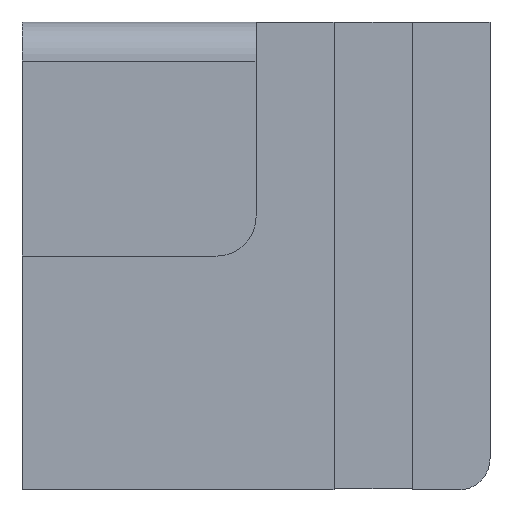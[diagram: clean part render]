
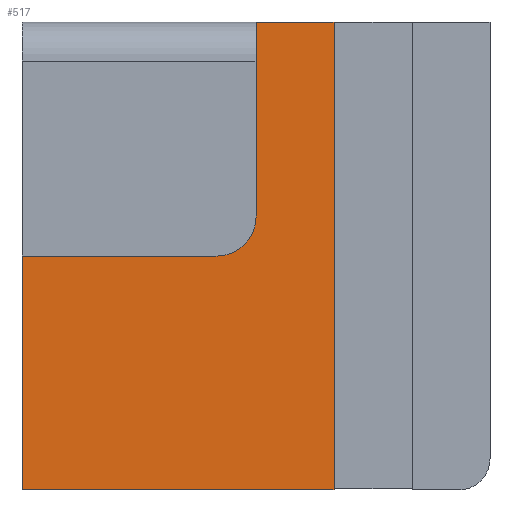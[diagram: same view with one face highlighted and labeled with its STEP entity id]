
A CAD part, front view. The second image highlights one B-rep face of the part: STEP entity #517.
In plain terms, the highlighted planar face has unit normal (0, -1, 0).
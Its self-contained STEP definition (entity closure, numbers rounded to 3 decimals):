
#53=PLANE('',#578);
#72=FACE_OUTER_BOUND('',#101,.T.);
#101=EDGE_LOOP('',(#419,#420,#421,#422,#423,#424,#425));
#132=LINE('',#792,#183);
#139=LINE('',#812,#190);
#148=LINE('',#834,#199);
#152=LINE('',#844,#203);
#153=LINE('',#847,#204);
#154=LINE('',#848,#205);
#183=VECTOR('',#642,10.);
#190=VECTOR('',#657,10.);
#199=VECTOR('',#676,10.);
#203=VECTOR('',#684,10.);
#204=VECTOR('',#687,10.);
#205=VECTOR('',#688,10.);
#226=CIRCLE('',#579,5.);
#248=VERTEX_POINT('',#789);
#249=VERTEX_POINT('',#791);
#253=VERTEX_POINT('',#801);
#258=VERTEX_POINT('',#810);
#266=VERTEX_POINT('',#832);
#270=VERTEX_POINT('',#843);
#271=VERTEX_POINT('',#845);
#300=EDGE_CURVE('',#248,#249,#132,.T.);
#310=EDGE_CURVE('',#258,#253,#139,.T.);
#321=EDGE_CURVE('',#266,#258,#148,.T.);
#326=EDGE_CURVE('',#270,#266,#152,.T.);
#327=EDGE_CURVE('',#271,#270,#226,.T.);
#328=EDGE_CURVE('',#249,#271,#153,.T.);
#329=EDGE_CURVE('',#253,#248,#154,.T.);
#419=ORIENTED_EDGE('',*,*,#310,.F.);
#420=ORIENTED_EDGE('',*,*,#321,.F.);
#421=ORIENTED_EDGE('',*,*,#326,.F.);
#422=ORIENTED_EDGE('',*,*,#327,.F.);
#423=ORIENTED_EDGE('',*,*,#328,.F.);
#424=ORIENTED_EDGE('',*,*,#300,.F.);
#425=ORIENTED_EDGE('',*,*,#329,.F.);
#517=ADVANCED_FACE('',(#72),#53,.T.);
#578=AXIS2_PLACEMENT_3D('',#842,#682,#683);
#579=AXIS2_PLACEMENT_3D('',#846,#685,#686);
#642=DIRECTION('',(0.,0.,1.));
#657=DIRECTION('',(0.,0.,-1.));
#676=DIRECTION('',(1.,0.,0.));
#682=DIRECTION('center_axis',(0.,-1.,0.));
#683=DIRECTION('ref_axis',(0.,0.,1.));
#684=DIRECTION('',(0.,0.,1.));
#685=DIRECTION('center_axis',(0.,-1.,0.));
#686=DIRECTION('ref_axis',(-1.,0.,0.));
#687=DIRECTION('',(1.,0.,0.));
#688=DIRECTION('',(-1.,0.,0.));
#789=CARTESIAN_POINT('',(-30.,-55.,-30.));
#791=CARTESIAN_POINT('',(-30.,-55.,0.));
#792=CARTESIAN_POINT('',(-30.,-55.,30.));
#801=CARTESIAN_POINT('',(10.,-55.,-30.));
#810=CARTESIAN_POINT('',(10.,-55.,30.));
#812=CARTESIAN_POINT('',(10.,-55.,15.));
#832=CARTESIAN_POINT('',(0.,-55.,30.));
#834=CARTESIAN_POINT('',(30.,-55.,30.));
#842=CARTESIAN_POINT('Origin',(0.,-55.,0.));
#843=CARTESIAN_POINT('',(0.,-55.,5.));
#844=CARTESIAN_POINT('',(0.,-55.,30.));
#845=CARTESIAN_POINT('',(-5.,-55.,0.));
#846=CARTESIAN_POINT('Origin',(-5.,-55.,5.));
#847=CARTESIAN_POINT('',(0.,-55.,0.));
#848=CARTESIAN_POINT('',(-30.,-55.,-30.));
